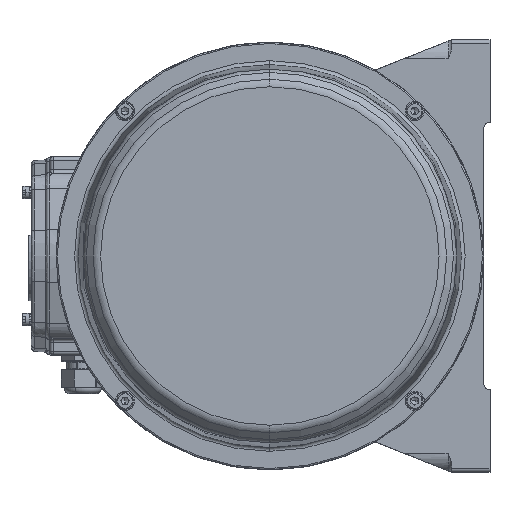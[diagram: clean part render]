
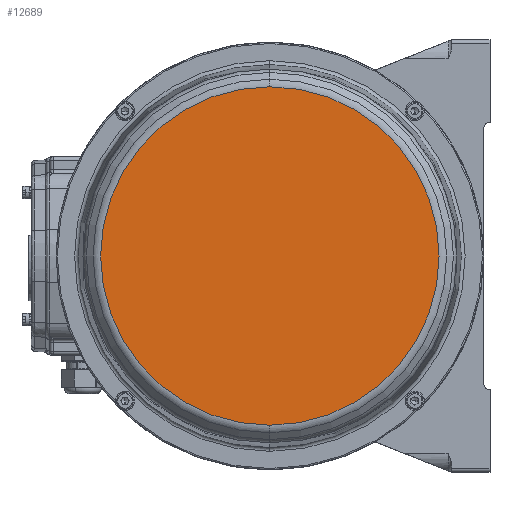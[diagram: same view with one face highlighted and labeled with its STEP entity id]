
A CAD part, left-side view. The second image highlights one B-rep face of the part: STEP entity #12689.
In plain terms, the highlighted planar face has unit normal (-1, 0, 0).
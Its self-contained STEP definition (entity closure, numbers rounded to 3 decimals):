
#4313 = AXIS2_PLACEMENT_3D ( 'NONE', #74690, #74699, #74702 ) ;
#9433 = CARTESIAN_POINT ( 'NONE',  ( -401., 0., 132.975 ) ) ;
#9819 = CARTESIAN_POINT ( 'NONE',  ( -401., 0., -132.975 ) ) ;
#12689 = ADVANCED_FACE ( 'NONE', ( #72961 ), #73462, .F. ) ;
#15558 = AXIS2_PLACEMENT_3D ( 'NONE', #29335, #29341, #29342 ) ;
#26236 = CIRCLE ( 'NONE', #15558, 132.975 ) ;
#28522 = VERTEX_POINT ( 'NONE', #9433 ) ;
#29126 = VERTEX_POINT ( 'NONE', #9819 ) ;
#29335 = CARTESIAN_POINT ( 'NONE',  ( -401., 0., 0. ) ) ;
#29341 = DIRECTION ( 'NONE',  ( -1., 0., 0. ) ) ;
#29342 = DIRECTION ( 'NONE',  ( 0., 0., -1. ) ) ;
#40157 = EDGE_CURVE ( 'NONE', #28522, #29126, #68596, .T. ) ;
#45109 = EDGE_LOOP ( 'NONE', ( #45465, #45466 ) ) ;
#45465 = ORIENTED_EDGE ( 'NONE', *, *, #53934, .T. ) ;
#45466 = ORIENTED_EDGE ( 'NONE', *, *, #40157, .T. ) ;
#53934 = EDGE_CURVE ( 'NONE', #29126, #28522, #26236, .T. ) ;
#59320 = AXIS2_PLACEMENT_3D ( 'NONE', #73461, #73478, #73480 ) ;
#68596 = CIRCLE ( 'NONE', #4313, 132.975 ) ;
#72961 = FACE_OUTER_BOUND ( 'NONE', #45109, .T. ) ;
#73461 = CARTESIAN_POINT ( 'NONE',  ( -401., 136.409, 0. ) ) ;
#73462 = PLANE ( 'NONE',  #59320 ) ;
#73478 = DIRECTION ( 'NONE',  ( 1., 0., 0. ) ) ;
#73480 = DIRECTION ( 'NONE',  ( 0., 0., -1. ) ) ;
#74690 = CARTESIAN_POINT ( 'NONE',  ( -401., 0., 0. ) ) ;
#74699 = DIRECTION ( 'NONE',  ( -1., 0., 0. ) ) ;
#74702 = DIRECTION ( 'NONE',  ( 0., 0., -1. ) ) ;
